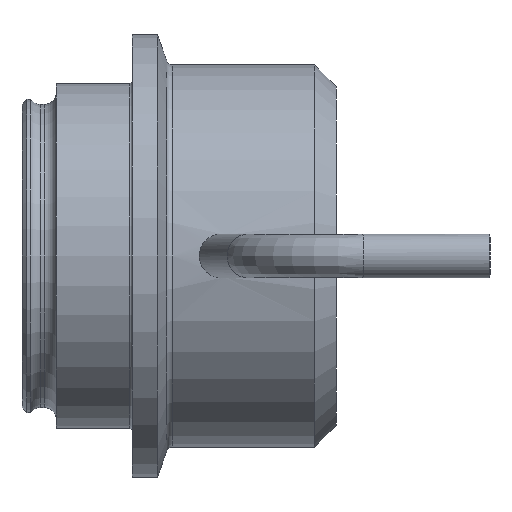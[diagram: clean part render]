
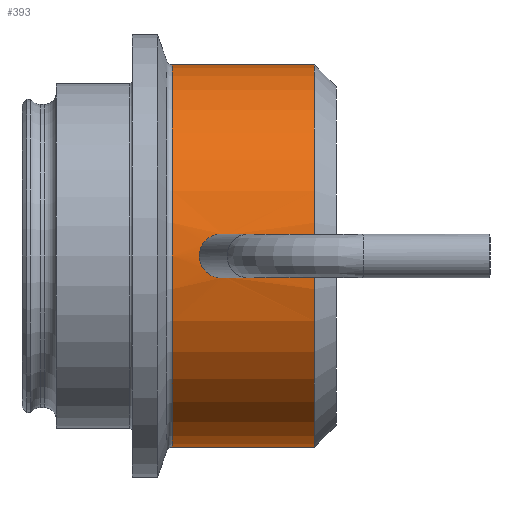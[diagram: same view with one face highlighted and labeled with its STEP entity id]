
A CAD part, front view. The second image highlights one B-rep face of the part: STEP entity #393.
In plain terms, the highlighted cylindrical face has radius 27.737 mm (diameter 55.474 mm), a full revolution.
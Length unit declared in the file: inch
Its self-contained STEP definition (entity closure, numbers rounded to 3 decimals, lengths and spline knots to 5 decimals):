
#17=FACE_BOUND('',#110,.T.);
#18=FACE_BOUND('',#111,.T.);
#42=LINE('',#1014,#53);
#53=VECTOR('',#612,1.092);
#61=CYLINDRICAL_SURFACE('',#475,1.092);
#84=FACE_OUTER_BOUND('',#109,.T.);
#109=EDGE_LOOP('',(#360,#361,#362,#363,#364,#365));
#110=EDGE_LOOP('',(#366,#367));
#111=EDGE_LOOP('',(#368));
#137=CIRCLE('',#451,1.092);
#138=CIRCLE('',#452,1.092);
#139=CIRCLE('',#454,1.092);
#140=CIRCLE('',#455,1.092);
#155=B_SPLINE_CURVE_WITH_KNOTS('',3,(#747,#748,#749,#750,#751,#752,#753,
#754,#755,#756),.UNSPECIFIED.,.F.,.F.,(4,2,2,2,4),(0.,0.11971,
0.23942,0.35913,0.47884),.UNSPECIFIED.);
#156=B_SPLINE_CURVE_WITH_KNOTS('',3,(#757,#758,#759,#760,#761,#762,#763,
#764,#765,#766,#767,#768,#769,#770,#771,#772,#773,#774,#775,#776,#777,#778,
#779,#780,#781,#782),.UNSPECIFIED.,.F.,.F.,(4,2,2,2,2,2,2,2,2,2,2,2,4),
(0.47884,0.59855,0.71826,0.83797,
0.95769,1.0774,1.19711,1.31682,1.43653,
1.55624,1.67595,1.79566,1.91537),
 .UNSPECIFIED.);
#157=B_SPLINE_CURVE_WITH_KNOTS('',3,(#787,#788,#789,#790,#791,#792,#793,
#794,#795,#796,#797,#798,#799,#800,#801,#802,#803,#804,#805,#806,#807,#808,
#809,#810,#811,#812,#813,#814,#815,#816,#817,#818,#819,#820),
 .UNSPECIFIED.,.T.,.F.,(4,2,2,2,2,2,2,2,2,2,2,2,2,2,2,2,4),(0.,0.12272,
0.24545,0.3648,0.48414,0.60349,
0.72284,0.84557,0.96829,1.0923,1.21631,
1.33756,1.45881,1.58006,1.70131,1.82532,
1.94933),.UNSPECIFIED.);
#164=VERTEX_POINT('',#744);
#165=VERTEX_POINT('',#746);
#166=VERTEX_POINT('',#786);
#184=VERTEX_POINT('',#971);
#185=VERTEX_POINT('',#973);
#186=VERTEX_POINT('',#977);
#187=VERTEX_POINT('',#978);
#204=EDGE_CURVE('',#165,#164,#155,.T.);
#205=EDGE_CURVE('',#164,#165,#156,.T.);
#207=EDGE_CURVE('',#166,#166,#157,.T.);
#235=EDGE_CURVE('',#184,#185,#137,.T.);
#236=EDGE_CURVE('',#185,#184,#138,.T.);
#237=EDGE_CURVE('',#186,#187,#139,.T.);
#238=EDGE_CURVE('',#187,#186,#140,.T.);
#254=EDGE_CURVE('',#184,#187,#42,.T.);
#360=ORIENTED_EDGE('',*,*,#236,.F.);
#361=ORIENTED_EDGE('',*,*,#235,.F.);
#362=ORIENTED_EDGE('',*,*,#254,.T.);
#363=ORIENTED_EDGE('',*,*,#238,.T.);
#364=ORIENTED_EDGE('',*,*,#237,.T.);
#365=ORIENTED_EDGE('',*,*,#254,.F.);
#366=ORIENTED_EDGE('',*,*,#204,.T.);
#367=ORIENTED_EDGE('',*,*,#205,.T.);
#368=ORIENTED_EDGE('',*,*,#207,.T.);
#393=ADVANCED_FACE('',(#84,#17,#18),#61,.T.);
#451=AXIS2_PLACEMENT_3D('',#974,#559,#560);
#452=AXIS2_PLACEMENT_3D('',#975,#561,#562);
#454=AXIS2_PLACEMENT_3D('',#979,#565,#566);
#455=AXIS2_PLACEMENT_3D('',#980,#567,#568);
#475=AXIS2_PLACEMENT_3D('',#1013,#610,#611);
#559=DIRECTION('center_axis',(-1.,0.,0.));
#560=DIRECTION('ref_axis',(0.,0.,1.));
#561=DIRECTION('center_axis',(-1.,0.,0.));
#562=DIRECTION('ref_axis',(0.,0.,1.));
#565=DIRECTION('center_axis',(-1.,0.,0.));
#566=DIRECTION('ref_axis',(0.,0.,1.));
#567=DIRECTION('center_axis',(-1.,0.,0.));
#568=DIRECTION('ref_axis',(0.,0.,1.));
#610=DIRECTION('center_axis',(-1.,0.,0.));
#611=DIRECTION('ref_axis',(0.,0.,1.));
#612=DIRECTION('',(1.,0.,0.));
#744=CARTESIAN_POINT('',(1.42,1.092,0.));
#746=CARTESIAN_POINT('',(1.295,1.08482,-0.125));
#747=CARTESIAN_POINT('Ctrl Pts',(1.295,1.08482,-0.125));
#748=CARTESIAN_POINT('Ctrl Pts',(1.31071,1.08482,-0.125));
#749=CARTESIAN_POINT('Ctrl Pts',(1.32746,1.0852,-0.12186));
#750=CARTESIAN_POINT('Ctrl Pts',(1.35825,1.08656,-0.1091));
#751=CARTESIAN_POINT('Ctrl Pts',(1.3723,1.08752,-0.09948));
#752=CARTESIAN_POINT('Ctrl Pts',(1.39448,1.08932,-0.0773));
#753=CARTESIAN_POINT('Ctrl Pts',(1.4041,1.09028,-0.06325));
#754=CARTESIAN_POINT('Ctrl Pts',(1.41686,1.09163,-0.03246));
#755=CARTESIAN_POINT('Ctrl Pts',(1.42,1.092,-0.01571));
#756=CARTESIAN_POINT('Ctrl Pts',(1.42,1.092,0.));
#757=CARTESIAN_POINT('Ctrl Pts',(1.42,1.092,0.));
#758=CARTESIAN_POINT('Ctrl Pts',(1.42,1.092,0.01571));
#759=CARTESIAN_POINT('Ctrl Pts',(1.41686,1.09163,0.03246));
#760=CARTESIAN_POINT('Ctrl Pts',(1.4041,1.09028,0.06325));
#761=CARTESIAN_POINT('Ctrl Pts',(1.39448,1.08932,0.0773));
#762=CARTESIAN_POINT('Ctrl Pts',(1.3723,1.08752,0.09948));
#763=CARTESIAN_POINT('Ctrl Pts',(1.35825,1.08656,0.1091));
#764=CARTESIAN_POINT('Ctrl Pts',(1.32746,1.0852,0.12186));
#765=CARTESIAN_POINT('Ctrl Pts',(1.31071,1.08482,0.125));
#766=CARTESIAN_POINT('Ctrl Pts',(1.27929,1.08482,0.125));
#767=CARTESIAN_POINT('Ctrl Pts',(1.26254,1.0852,0.12186));
#768=CARTESIAN_POINT('Ctrl Pts',(1.23175,1.08656,0.1091));
#769=CARTESIAN_POINT('Ctrl Pts',(1.2177,1.08752,0.09948));
#770=CARTESIAN_POINT('Ctrl Pts',(1.19552,1.08932,0.0773));
#771=CARTESIAN_POINT('Ctrl Pts',(1.1859,1.09028,0.06325));
#772=CARTESIAN_POINT('Ctrl Pts',(1.17314,1.09163,0.03246));
#773=CARTESIAN_POINT('Ctrl Pts',(1.17,1.092,0.01571));
#774=CARTESIAN_POINT('Ctrl Pts',(1.17,1.092,-0.01571));
#775=CARTESIAN_POINT('Ctrl Pts',(1.17314,1.09163,-0.03246));
#776=CARTESIAN_POINT('Ctrl Pts',(1.1859,1.09028,-0.06325));
#777=CARTESIAN_POINT('Ctrl Pts',(1.19552,1.08932,-0.0773));
#778=CARTESIAN_POINT('Ctrl Pts',(1.2177,1.08752,-0.09948));
#779=CARTESIAN_POINT('Ctrl Pts',(1.23175,1.08656,-0.1091));
#780=CARTESIAN_POINT('Ctrl Pts',(1.26254,1.0852,-0.12186));
#781=CARTESIAN_POINT('Ctrl Pts',(1.27929,1.08482,-0.125));
#782=CARTESIAN_POINT('Ctrl Pts',(1.295,1.08482,-0.125));
#786=CARTESIAN_POINT('',(1.13908,-1.08482,-0.125));
#787=CARTESIAN_POINT('Ctrl Pts',(1.13908,-1.08482,-0.125));
#788=CARTESIAN_POINT('Ctrl Pts',(1.12297,-1.08482,-0.125));
#789=CARTESIAN_POINT('Ctrl Pts',(1.10575,-1.08519,-0.12192));
#790=CARTESIAN_POINT('Ctrl Pts',(1.07406,-1.08655,-0.10911));
#791=CARTESIAN_POINT('Ctrl Pts',(1.05959,-1.08753,-0.09938));
#792=CARTESIAN_POINT('Ctrl Pts',(1.0371,-1.08934,-0.07702));
#793=CARTESIAN_POINT('Ctrl Pts',(1.02748,-1.09029,-0.06304));
#794=CARTESIAN_POINT('Ctrl Pts',(1.01473,-1.09163,-0.03236));
#795=CARTESIAN_POINT('Ctrl Pts',(1.01159,-1.092,-0.01566));
#796=CARTESIAN_POINT('Ctrl Pts',(1.01159,-1.092,0.01566));
#797=CARTESIAN_POINT('Ctrl Pts',(1.01473,-1.09163,0.03236));
#798=CARTESIAN_POINT('Ctrl Pts',(1.02748,-1.09029,0.06304));
#799=CARTESIAN_POINT('Ctrl Pts',(1.0371,-1.08934,0.07702));
#800=CARTESIAN_POINT('Ctrl Pts',(1.05959,-1.08753,0.09938));
#801=CARTESIAN_POINT('Ctrl Pts',(1.07406,-1.08655,0.10911));
#802=CARTESIAN_POINT('Ctrl Pts',(1.10575,-1.08519,0.12192));
#803=CARTESIAN_POINT('Ctrl Pts',(1.12297,-1.08482,0.125));
#804=CARTESIAN_POINT('Ctrl Pts',(1.15535,-1.08482,0.125));
#805=CARTESIAN_POINT('Ctrl Pts',(1.17274,-1.0852,0.12186));
#806=CARTESIAN_POINT('Ctrl Pts',(1.20494,-1.08655,0.10914));
#807=CARTESIAN_POINT('Ctrl Pts',(1.21974,-1.08751,0.09956));
#808=CARTESIAN_POINT('Ctrl Pts',(1.24309,-1.0893,0.07747));
#809=CARTESIAN_POINT('Ctrl Pts',(1.2533,-1.09026,0.06355));
#810=CARTESIAN_POINT('Ctrl Pts',(1.26697,-1.09162,0.03278));
#811=CARTESIAN_POINT('Ctrl Pts',(1.27041,-1.092,0.01591));
#812=CARTESIAN_POINT('Ctrl Pts',(1.27041,-1.092,-0.01591));
#813=CARTESIAN_POINT('Ctrl Pts',(1.26697,-1.09162,-0.03278));
#814=CARTESIAN_POINT('Ctrl Pts',(1.2533,-1.09026,-0.06355));
#815=CARTESIAN_POINT('Ctrl Pts',(1.24309,-1.0893,-0.07747));
#816=CARTESIAN_POINT('Ctrl Pts',(1.21974,-1.08751,-0.09956));
#817=CARTESIAN_POINT('Ctrl Pts',(1.20494,-1.08655,-0.10914));
#818=CARTESIAN_POINT('Ctrl Pts',(1.17274,-1.0852,-0.12186));
#819=CARTESIAN_POINT('Ctrl Pts',(1.15535,-1.08482,-0.125));
#820=CARTESIAN_POINT('Ctrl Pts',(1.13908,-1.08482,-0.125));
#971=CARTESIAN_POINT('',(0.85765,0.,-1.092));
#973=CARTESIAN_POINT('',(0.85765,0.,1.092));
#974=CARTESIAN_POINT('Origin',(0.85765,0.,0.));
#975=CARTESIAN_POINT('Origin',(0.85765,0.,0.));
#977=CARTESIAN_POINT('',(1.67,0.,1.092));
#978=CARTESIAN_POINT('',(1.67,0.,-1.092));
#979=CARTESIAN_POINT('Origin',(1.67,0.,0.));
#980=CARTESIAN_POINT('Origin',(1.67,0.,0.));
#1013=CARTESIAN_POINT('Origin',(0.,0.,0.));
#1014=CARTESIAN_POINT('',(0.,0.,-1.092));
